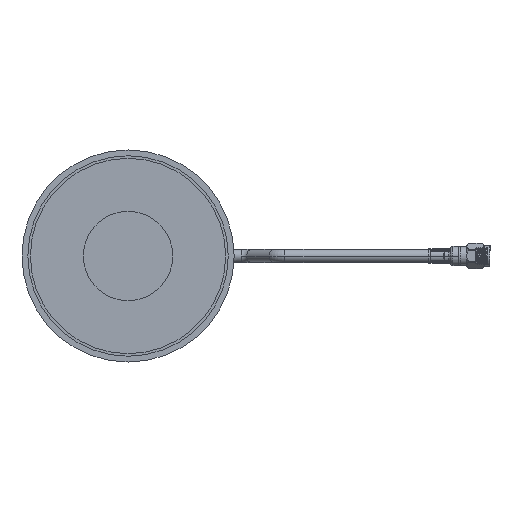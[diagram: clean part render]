
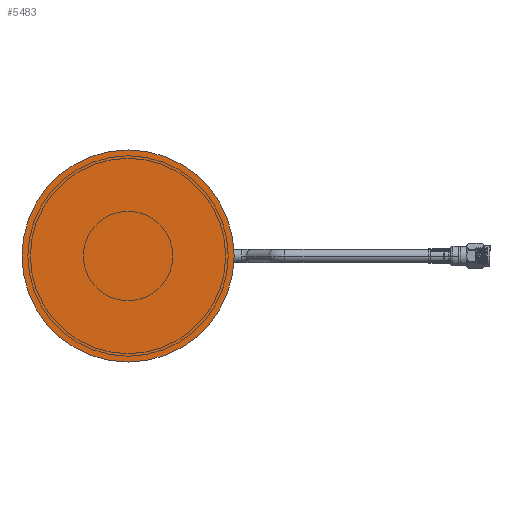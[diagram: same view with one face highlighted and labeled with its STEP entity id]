
A CAD part, front view. The second image highlights one B-rep face of the part: STEP entity #5483.
In plain terms, the highlighted planar face has unit normal (0, -1, 0).
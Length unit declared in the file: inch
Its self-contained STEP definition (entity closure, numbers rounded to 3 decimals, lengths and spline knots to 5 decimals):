
#362 = CARTESIAN_POINT ( 'NONE',  ( 0., -0.00984, 0. ) ) ;
#716 = FACE_OUTER_BOUND ( 'NONE', #12899, .T. ) ;
#1250 = DIRECTION ( 'NONE',  ( 0., 0., -1. ) ) ;
#1625 = CIRCLE ( 'NONE', #14636, 1.49606 ) ;
#1683 = ORIENTED_EDGE ( 'NONE', *, *, #6286, .F. ) ;
#1735 = CARTESIAN_POINT ( 'NONE',  ( 0., -0.00984, 1.49606 ) ) ;
#1752 = CARTESIAN_POINT ( 'NONE',  ( 0., -0.00984, 0. ) ) ;
#3413 = CIRCLE ( 'NONE', #11493, 1.49606 ) ;
#3759 = CARTESIAN_POINT ( 'NONE',  ( 0., -0.00984, -1.49606 ) ) ;
#4667 = DIRECTION ( 'NONE',  ( 0., 0., -1. ) ) ;
#5483 = ADVANCED_FACE ( 'NONE', ( #716 ), #14140, .F. ) ;
#6286 = EDGE_CURVE ( 'NONE', #6914, #10968, #1625, .T. ) ;
#6581 = DIRECTION ( 'NONE',  ( 0., 1., 0. ) ) ;
#6914 = VERTEX_POINT ( 'NONE', #1735 ) ;
#7269 = CARTESIAN_POINT ( 'NONE',  ( 0., -0.00984, 0. ) ) ;
#9156 = DIRECTION ( 'NONE',  ( 0., 1., 0. ) ) ;
#9298 = DIRECTION ( 'NONE',  ( 0., 1., 0. ) ) ;
#9531 = AXIS2_PLACEMENT_3D ( 'NONE', #1752, #6581, #13190 ) ;
#10968 = VERTEX_POINT ( 'NONE', #3759 ) ;
#11131 = ORIENTED_EDGE ( 'NONE', *, *, #12735, .F. ) ;
#11493 = AXIS2_PLACEMENT_3D ( 'NONE', #7269, #9298, #1250 ) ;
#12735 = EDGE_CURVE ( 'NONE', #10968, #6914, #3413, .T. ) ;
#12899 = EDGE_LOOP ( 'NONE', ( #11131, #1683 ) ) ;
#13190 = DIRECTION ( 'NONE',  ( 0., 0., 1. ) ) ;
#14140 = PLANE ( 'NONE',  #9531 ) ;
#14636 = AXIS2_PLACEMENT_3D ( 'NONE', #362, #9156, #4667 ) ;
